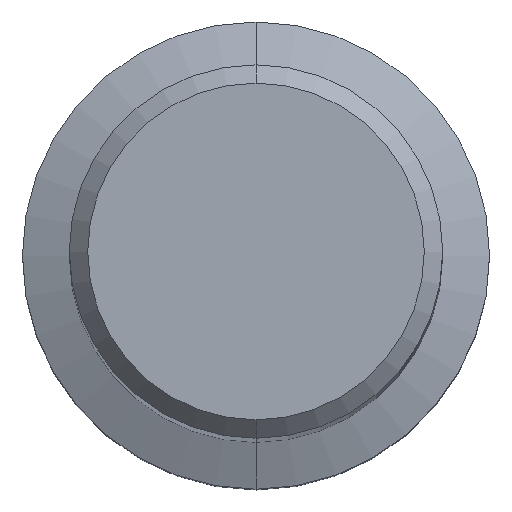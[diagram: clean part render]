
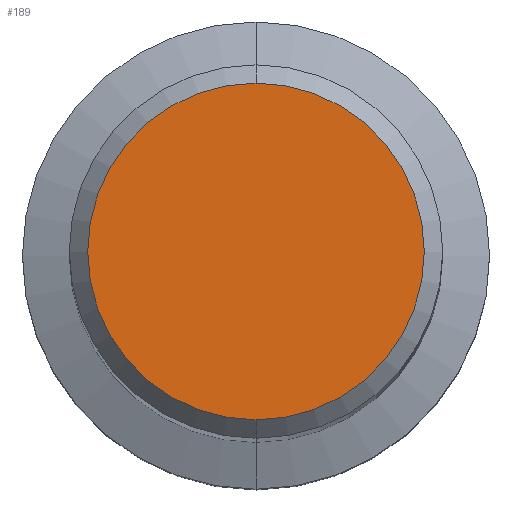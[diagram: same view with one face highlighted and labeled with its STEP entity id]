
A CAD part, top view. The second image highlights one B-rep face of the part: STEP entity #189.
In plain terms, the highlighted planar face has unit normal (0, 0, 1).
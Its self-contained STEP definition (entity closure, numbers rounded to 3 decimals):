
#179=VERTEX_POINT('',#387);
#183=EDGE_CURVE('',#179,#203,#391,.T.);
#189=ADVANCED_FACE('',(#398),#399,.T.);
#203=VERTEX_POINT('',#414);
#239=EDGE_CURVE('',#203,#179,#454,.T.);
#387=CARTESIAN_POINT('',(0.,-9.15,0.0));
#391=CIRCLE('',#630,9.15);
#398=FACE_OUTER_BOUND('',#638,.T.);
#399=PLANE('',#639);
#414=CARTESIAN_POINT('',(0.0,9.15,0.0));
#454=CIRCLE('',#712,9.15);
#630=AXIS2_PLACEMENT_3D('',#890,#891,#892);
#638=EDGE_LOOP('',(#905,#906));
#639=AXIS2_PLACEMENT_3D('',#907,#908,#909);
#712=AXIS2_PLACEMENT_3D('',#966,#967,#968);
#890=CARTESIAN_POINT('',(0.0,0.0,0.0));
#891=DIRECTION('',(0.0,0.0,-1.0));
#892=DIRECTION('',(0.0,1.0,0.0));
#905=ORIENTED_EDGE('',*,*,#239,.F.);
#906=ORIENTED_EDGE('',*,*,#183,.F.);
#907=CARTESIAN_POINT('',(0.0,4.575,0.0));
#908=DIRECTION('',(-0.0,0.0,1.0));
#909=DIRECTION('',(0.0,-1.0,0.0));
#966=CARTESIAN_POINT('',(0.0,0.0,0.0));
#967=DIRECTION('',(0.0,0.0,-1.0));
#968=DIRECTION('',(0.0,1.0,0.0));
